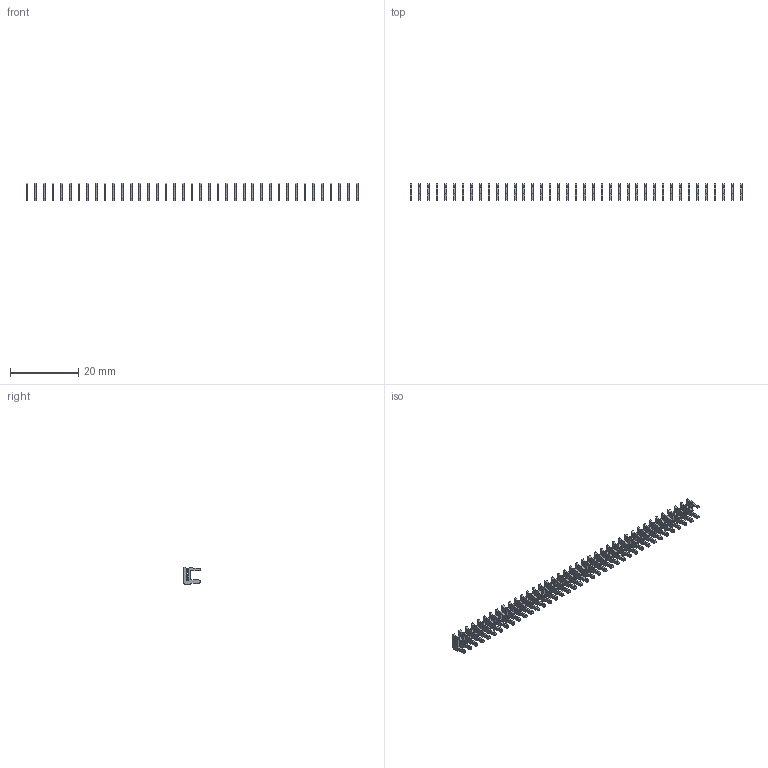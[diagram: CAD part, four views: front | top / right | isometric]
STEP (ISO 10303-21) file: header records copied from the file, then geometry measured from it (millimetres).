
FILE_DESCRIPTION (( 'STEP AP203' ), '1' );
FILE_NAME ('105-039-208-100.STEP', '2020-04-07T23:54:15', ( '' ), ( '' ), 'SwSTEP 2.0', 'SolidWorks 2016', '' );
FILE_SCHEMA (( 'CONFIG_CONTROL_DESIGN' ));
Length unit declared in the file: inch
Products named in the file (2): 100-290-001_100-290-208; 105-039-208-100
Assembly tree (39 placements, depth 2):
  105-039-208-100
    100-290-001_100-290-208  x39
Bounding box: 97.03 x 4.83 x 5.17 mm (x, y, z)
Volume: 268.3 mm3; surface area: 1657.3 mm2
Topology: 39 solids, 39 shells, 975 faces, 2691 edges, 1794 vertices
Faces by surface type: plane 858, cylinder 117
Entity records: 2205 total; most frequent: DIRECTION 209, CARTESIAN_POINT 182, ORIENTED_EDGE 138, LOCAL_TIME 88, COORDINATED_UNIVERSAL_TIME_OFFSET 88, CALENDAR_DATE 88, DATE_AND_TIME 88, AXIS2_PLACEMENT_3D 73
